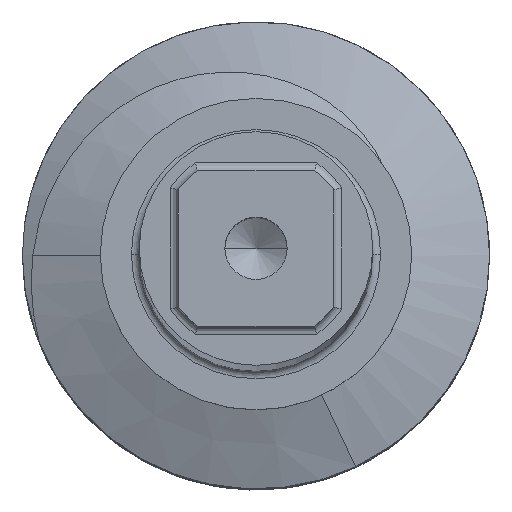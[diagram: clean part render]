
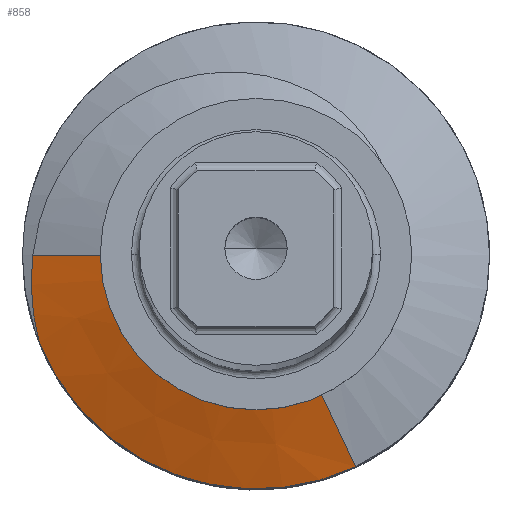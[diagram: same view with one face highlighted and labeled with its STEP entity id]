
A CAD part, top view. The second image highlights one B-rep face of the part: STEP entity #858.
In plain terms, the highlighted conical face has half-angle 70 degrees and reference radius 6 mm.
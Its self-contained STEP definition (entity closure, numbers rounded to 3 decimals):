
#86 = CARTESIAN_POINT ( 'NONE',  ( 24.367, 15.312, 8.689 ) ) ;
#150 = EDGE_CURVE ( 'NONE', #1826, #292, #3194, .T. ) ;
#211 = CARTESIAN_POINT ( 'NONE',  ( 26.375, 15.5, 9.42 ) ) ;
#251 = EDGE_LOOP ( 'NONE', ( #879, #2512, #1046, #1481, #2443 ) ) ;
#263 = EDGE_CURVE ( 'NONE', #1826, #275, #2761, .T. ) ;
#275 = VERTEX_POINT ( 'NONE', #2871 ) ;
#292 = VERTEX_POINT ( 'NONE', #211 ) ;
#387 = EDGE_CURVE ( 'NONE', #292, #1671, #3231, .T. ) ;
#407 = CARTESIAN_POINT ( 'NONE',  ( 24.354, 15.122, 8.681 ) ) ;
#636 = DIRECTION ( 'NONE',  ( -1., 0., 0. ) ) ;
#720 = DIRECTION ( 'NONE',  ( -1., 0., 0. ) ) ;
#858 = ADVANCED_FACE ( 'NONE', ( #2520 ), #1769, .T. ) ;
#879 = ORIENTED_EDGE ( 'NONE', *, *, #150, .T. ) ;
#924 = EDGE_CURVE ( 'NONE', #2833, #1671, #3427, .T. ) ;
#981 = DIRECTION ( 'NONE',  ( 0., 0., -1. ) ) ;
#1046 = ORIENTED_EDGE ( 'NONE', *, *, #924, .F. ) ;
#1150 = CARTESIAN_POINT ( 'NONE',  ( 24.389, 15.5, 8.697 ) ) ;
#1216 = CIRCLE ( 'NONE', #3346, 6. ) ;
#1418 = CARTESIAN_POINT ( 'NONE',  ( 24.125, 15.5, 8.601 ) ) ;
#1430 = CARTESIAN_POINT ( 'NONE',  ( 30.125, 15.5, 9.42 ) ) ;
#1481 = ORIENTED_EDGE ( 'NONE', *, *, #2058, .F. ) ;
#1581 = CARTESIAN_POINT ( 'NONE',  ( 24.352, 14.557, 8.657 ) ) ;
#1613 = CARTESIAN_POINT ( 'NONE',  ( 24.559, 13.258, 8.601 ) ) ;
#1651 = CARTESIAN_POINT ( 'NONE',  ( 24.395, 13.996, 8.633 ) ) ;
#1671 = VERTEX_POINT ( 'NONE', #3241 ) ;
#1758 = CARTESIAN_POINT ( 'NONE',  ( 24.347, 14.744, 8.665 ) ) ;
#1769 = CONICAL_SURFACE ( 'NONE', #3165, 6., 1.222 ) ;
#1826 = VERTEX_POINT ( 'NONE', #2366 ) ;
#1873 = DIRECTION ( 'NONE',  ( -0.94, 0., -0.342 ) ) ;
#1966 = CARTESIAN_POINT ( 'NONE',  ( 24.559, 13.258, 8.601 ) ) ;
#2015 = DIRECTION ( 'NONE',  ( 0., 0., -1. ) ) ;
#2058 = EDGE_CURVE ( 'NONE', #275, #2833, #1216, .T. ) ;
#2134 = DIRECTION ( 'NONE',  ( 0., 0., -1. ) ) ;
#2306 = CARTESIAN_POINT ( 'NONE',  ( 30.125, 15.5, 8.601 ) ) ;
#2366 = CARTESIAN_POINT ( 'NONE',  ( 31.723, 12.107, 9.42 ) ) ;
#2443 = ORIENTED_EDGE ( 'NONE', *, *, #263, .F. ) ;
#2512 = ORIENTED_EDGE ( 'NONE', *, *, #387, .T. ) ;
#2520 = FACE_OUTER_BOUND ( 'NONE', #251, .T. ) ;
#2680 = CARTESIAN_POINT ( 'NONE',  ( 31.723, 12.107, 9.42 ) ) ;
#2761 =( BOUNDED_CURVE ( )  B_SPLINE_CURVE ( 1, ( #2680, #3294 ),
 .UNSPECIFIED., .F., .T. ) 
 B_SPLINE_CURVE_WITH_KNOTS ( ( 2, 2 ),
 ( 0., 0.002 ),
 .UNSPECIFIED. ) 
 CURVE ( )  GEOMETRIC_REPRESENTATION_ITEM ( )  RATIONAL_B_SPLINE_CURVE ( ( 0.984, 0.984 ) ) 
 REPRESENTATION_ITEM ( '' )  );
#2833 = VERTEX_POINT ( 'NONE', #1613 ) ;
#2871 = CARTESIAN_POINT ( 'NONE',  ( 32.681, 10.072, 8.601 ) ) ;
#2931 = CARTESIAN_POINT ( 'NONE',  ( 30.125, 15.5, 8.601 ) ) ;
#2978 = VECTOR ( 'NONE', #1873, 1000. ) ;
#2983 = DIRECTION ( 'NONE',  ( -1., 0., 0. ) ) ;
#3094 = AXIS2_PLACEMENT_3D ( 'NONE', #1430, #981, #2983 ) ;
#3165 = AXIS2_PLACEMENT_3D ( 'NONE', #2306, #2015, #720 ) ;
#3194 = CIRCLE ( 'NONE', #3094, 3.75 ) ;
#3231 = LINE ( 'NONE', #1418, #2978 ) ;
#3241 = CARTESIAN_POINT ( 'NONE',  ( 24.389, 15.5, 8.697 ) ) ;
#3294 = CARTESIAN_POINT ( 'NONE',  ( 32.681, 10.072, 8.601 ) ) ;
#3344 = CARTESIAN_POINT ( 'NONE',  ( 24.459, 13.625, 8.617 ) ) ;
#3346 = AXIS2_PLACEMENT_3D ( 'NONE', #2931, #2134, #636 ) ;
#3427 = B_SPLINE_CURVE_WITH_KNOTS ( 'NONE', 3,
 ( #1966, #3344, #1651, #1581, #1758, #407, #86, #1150 ),
 .UNSPECIFIED., .F., .F.,
 ( 4, 2, 2, 4 ),
 ( 0., 0.001, 0.002, 0.002 ),
 .UNSPECIFIED. ) ;
